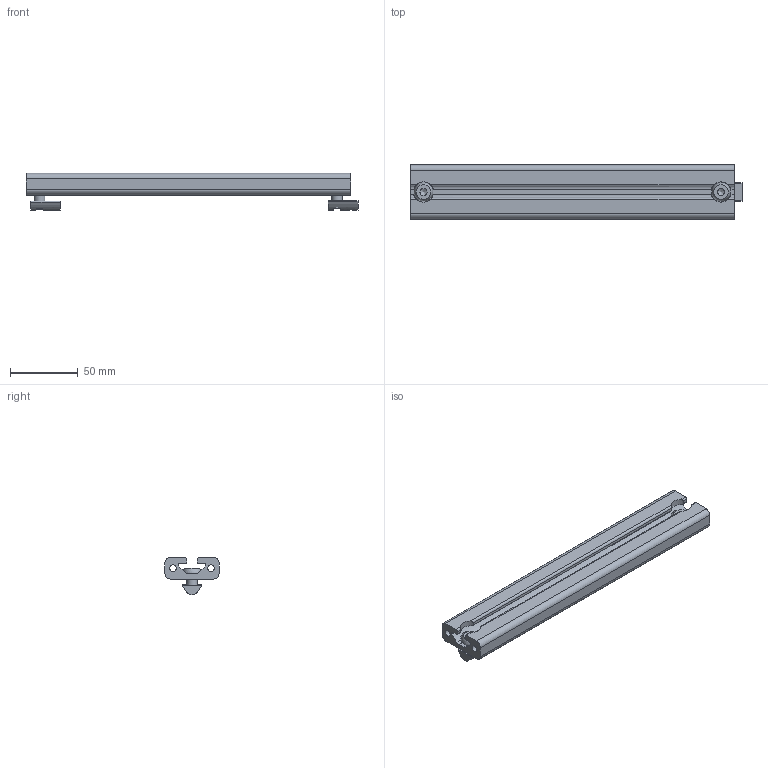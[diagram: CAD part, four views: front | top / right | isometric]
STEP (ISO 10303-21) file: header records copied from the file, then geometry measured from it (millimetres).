
FILE_DESCRIPTION(('STEP AP203'),'1');
FILE_NAME('ERGO00E2332.stp','2024-03-04T13:20:46',(' '),(' '),'Spatial InterOp 3D',' ',' ');
FILE_SCHEMA(('CONFIG_CONTROL_DESIGN'));
Length unit declared in the file: millimetre
Products named in the file (5): Kit de fixation; Vis BHC - M8x14; Écrou 8 St M8; réglage en hauteur 8 240 pour bras articulé; Profilé 8 40x16
Assembly tree (5 placements, depth 3):
  réglage en hauteur 8 240 pour bras articulé
    Kit de fixation  x2
      Vis BHC - M8x14
      Écrou 8 St M8
    Profilé 8 40x16
Bounding box: 245.5 x 40 x 27.5 mm (x, y, z)
Volume: 107295.5 mm3; surface area: 46264.7 mm2
Topology: 5 solids, 5 shells, 108 faces, 296 edges, 196 vertices
Faces by surface type: cylinder 54, plane 46, cone 6, sphere 2
Full cylindrical faces by diameter (mm): 4 x2, 4.98 x2, 6.8 x2, 8 x4, 9 x2
Entity records: 3794 total; most frequent: CARTESIAN_POINT 941, ORIENTED_EDGE 416, DIRECTION 412, EDGE_CURVE 208, AXIS2_PLACEMENT_3D 155, VERTEX_POINT 146, EDGE_LOOP 102, LINE 102
